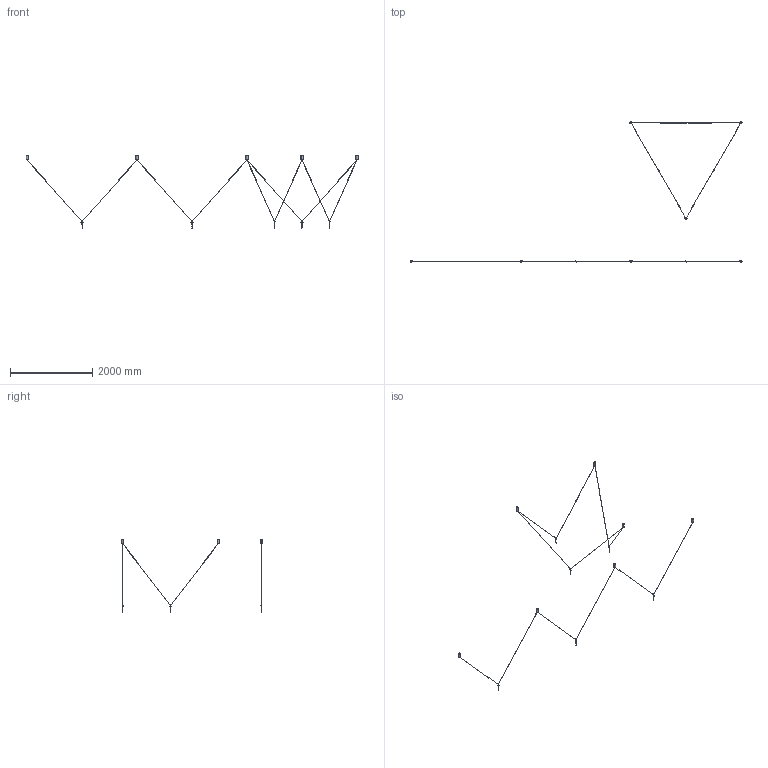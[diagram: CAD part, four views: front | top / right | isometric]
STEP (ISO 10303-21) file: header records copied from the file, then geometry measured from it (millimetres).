
FILE_DESCRIPTION(/* description */ (''),/* implementation_level */ '2;1');
FILE_NAME(/* name */ '1744.141_ALADINO',/* time_stamp */ '2023-01-17T18:39:47+01:00',/* author */ (''),/* organization */ (''),/* preprocessor_version */ 'ST-DEVELOPER v16.5',/* originating_system */ 'Rhino 7.15',/* authorisation */ '');
FILE_SCHEMA (('CONFIG_CONTROL_DESIGN'));
Length unit declared in the file: millimetre
Products named in the file (1): Document
Bounding box: 8094.66 x 3420.58 x 1764.05 mm (x, y, z)
Volume: 2162502.1 mm3; surface area: 1394910.4 mm2
Topology: 26 solids, 44 shells, 171 faces, 415 edges, 288 vertices
Faces by surface type: bspline 67, cylinder 64, plane 40
Entity records: 5337 total; most frequent: CARTESIAN_POINT 3125, ORIENTED_EDGE 588, EDGE_CURVE 324, VERTEX_POINT 200, ADVANCED_FACE 171, FACE_OUTER_BOUND 171, EDGE_LOOP 171, DIRECTION 124
